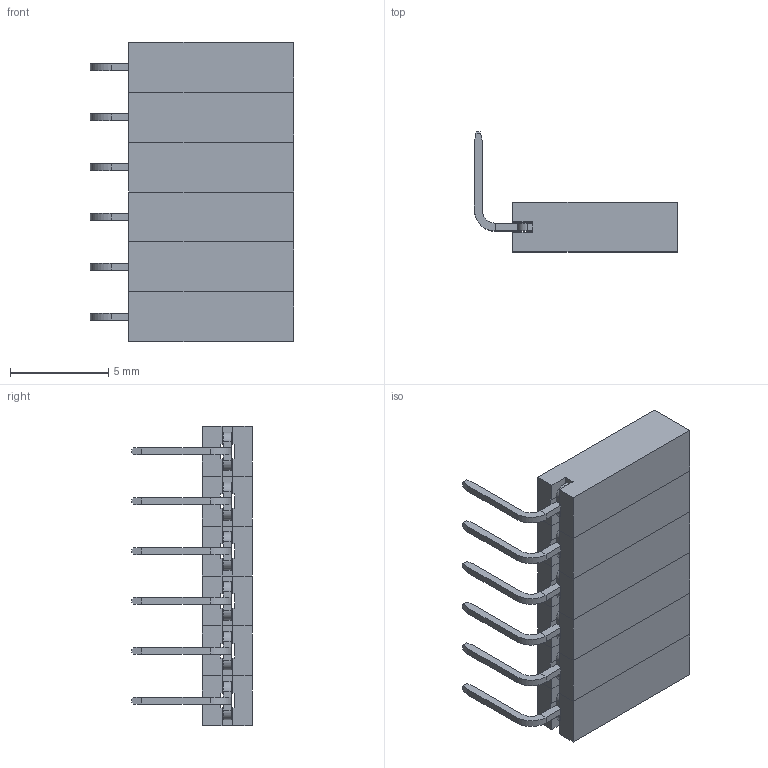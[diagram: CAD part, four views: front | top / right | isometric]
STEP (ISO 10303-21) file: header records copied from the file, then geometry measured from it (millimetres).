
FILE_DESCRIPTION (( 'STEP AP214' ), '1' );
FILE_NAME ('H254_90deg_6pin.STEP', '2018-06-28T09:32:43', ( '' ), ( '' ), 'SwSTEP 2.0', 'SolidWorks 2018', '' );
FILE_SCHEMA (( 'AUTOMOTIVE_DESIGN' ));
Length unit declared in the file: millimetre
Products named in the file (5): H254_90deg_6pin; H254_90deg_3pin; frame_H254; pin-90deg; FrameAndPin_H254_90deg
Assembly tree (7 placements, depth 4):
  H254_90deg_6pin
    H254_90deg_3pin  x2
      FrameAndPin_H254_90deg
        frame_H254
        pin-90deg
Bounding box: 10.35 x 6.14 x 15.24 mm (x, y, z)
Volume: 275.8 mm3; surface area: 998 mm2
Topology: 12 solids, 12 shells, 360 faces, 954 edges, 612 vertices
Faces by surface type: plane 294, cylinder 66
Entity records: 2066 total; most frequent: CARTESIAN_POINT 474, ORIENTED_EDGE 318, DIRECTION 278, EDGE_CURVE 159, VERTEX_POINT 102, AXIS2_PLACEMENT_3D 94, VECTOR 90, LINE 90
